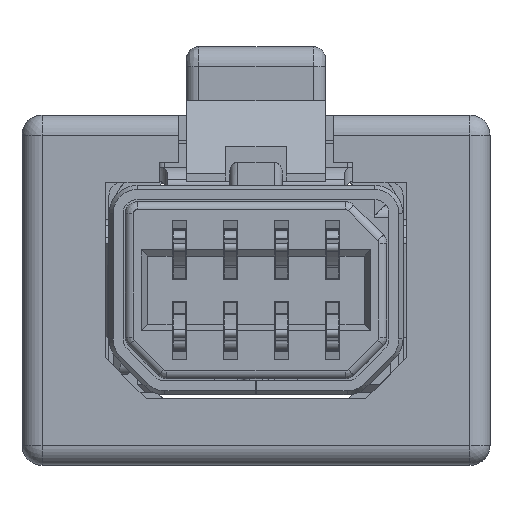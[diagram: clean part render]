
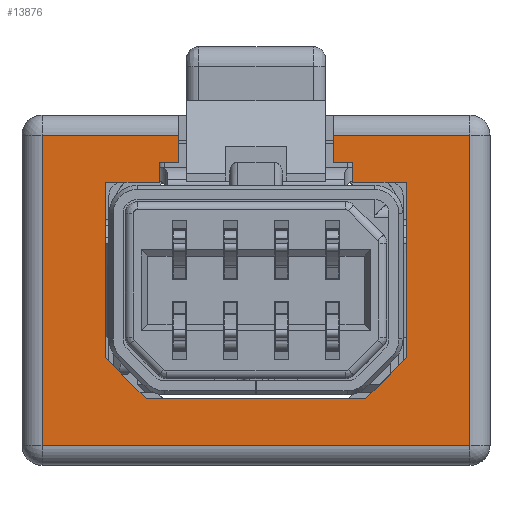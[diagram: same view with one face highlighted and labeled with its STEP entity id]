
A CAD part, front view. The second image highlights one B-rep face of the part: STEP entity #13876.
In plain terms, the highlighted planar face has unit normal (0, -1, 0).
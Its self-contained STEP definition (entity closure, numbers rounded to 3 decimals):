
#5567=CARTESIAN_POINT('',(-1.925,10.44,3.85));
#5568=VERTEX_POINT('',#5567);
#5576=CARTESIAN_POINT('',(-1.925,10.44,3.18));
#5577=VERTEX_POINT('',#5576);
#5578=CARTESIAN_POINT('',(-1.925,10.44,3.85));
#5579=DIRECTION('',(0.,0.,-1.));
#5580=VECTOR('',#5579,0.67);
#5581=LINE('',#5578,#5580);
#5582=EDGE_CURVE('',#5568,#5577,#5581,.T.);
#5632=CARTESIAN_POINT('',(1.925,10.44,3.18));
#5633=VERTEX_POINT('',#5632);
#5640=CARTESIAN_POINT('',(1.925,10.44,3.85));
#5641=VERTEX_POINT('',#5640);
#5642=CARTESIAN_POINT('',(1.925,10.44,3.18));
#5643=DIRECTION('',(0.,0.,1.));
#5644=VECTOR('',#5643,0.67);
#5645=LINE('',#5642,#5644);
#5646=EDGE_CURVE('',#5633,#5641,#5645,.T.);
#5663=CARTESIAN_POINT('',(5.31,10.44,3.85));
#5664=VERTEX_POINT('',#5663);
#5665=CARTESIAN_POINT('',(1.925,10.44,3.85));
#5666=DIRECTION('',(1.,0.,0.));
#5667=VECTOR('',#5666,3.385);
#5668=LINE('',#5665,#5667);
#5669=EDGE_CURVE('',#5641,#5664,#5668,.T.);
#6001=CARTESIAN_POINT('',(-5.31,10.44,3.85));
#6002=VERTEX_POINT('',#6001);
#6010=CARTESIAN_POINT('',(-5.31,10.44,3.85));
#6011=DIRECTION('',(1.,0.,0.));
#6012=VECTOR('',#6011,3.385);
#6013=LINE('',#6010,#6012);
#6014=EDGE_CURVE('',#6002,#5568,#6013,.T.);
#6222=CARTESIAN_POINT('',(2.4,10.44,2.68));
#6223=VERTEX_POINT('',#6222);
#6231=CARTESIAN_POINT('',(3.73,10.44,2.68));
#6232=VERTEX_POINT('',#6231);
#6239=CARTESIAN_POINT('',(3.73,10.44,2.68));
#6240=DIRECTION('',(-1.,0.,0.));
#6241=VECTOR('',#6240,1.33);
#6242=LINE('',#6239,#6241);
#6243=EDGE_CURVE('',#6232,#6223,#6242,.T.);
#6276=CARTESIAN_POINT('',(3.73,10.44,-1.68));
#6277=VERTEX_POINT('',#6276);
#6284=CARTESIAN_POINT('',(3.73,10.44,2.68));
#6285=DIRECTION('',(0.,0.,-1.));
#6286=VECTOR('',#6285,4.36);
#6287=LINE('',#6284,#6286);
#6288=EDGE_CURVE('',#6232,#6277,#6287,.T.);
#6320=CARTESIAN_POINT('',(-3.73,10.44,2.68));
#6321=VERTEX_POINT('',#6320);
#6329=CARTESIAN_POINT('',(-2.4,10.44,2.68));
#6330=VERTEX_POINT('',#6329);
#6337=CARTESIAN_POINT('',(-2.4,10.44,2.68));
#6338=DIRECTION('',(-1.,0.,0.));
#6339=VECTOR('',#6338,1.33);
#6340=LINE('',#6337,#6339);
#6341=EDGE_CURVE('',#6330,#6321,#6340,.T.);
#6351=CARTESIAN_POINT('',(-3.73,10.44,-1.68));
#6352=VERTEX_POINT('',#6351);
#6353=CARTESIAN_POINT('',(-3.73,10.44,2.68));
#6354=DIRECTION('',(0.,0.,-1.));
#6355=VECTOR('',#6354,4.36);
#6356=LINE('',#6353,#6355);
#6357=EDGE_CURVE('',#6321,#6352,#6356,.T.);
#6648=CARTESIAN_POINT('',(-5.31,10.44,-3.85));
#6649=VERTEX_POINT('',#6648);
#6657=CARTESIAN_POINT('',(-5.31,10.44,3.85));
#6658=DIRECTION('',(0.,0.,-1.));
#6659=VECTOR('',#6658,7.7);
#6660=LINE('',#6657,#6659);
#6661=EDGE_CURVE('',#6002,#6649,#6660,.T.);
#6684=CARTESIAN_POINT('',(5.31,10.44,-3.85));
#6685=VERTEX_POINT('',#6684);
#6686=CARTESIAN_POINT('',(5.31,10.44,3.85));
#6687=DIRECTION('',(0.,0.,-1.));
#6688=VECTOR('',#6687,7.7);
#6689=LINE('',#6686,#6688);
#6690=EDGE_CURVE('',#5664,#6685,#6689,.T.);
#7626=CARTESIAN_POINT('',(2.4,10.44,3.18));
#7627=VERTEX_POINT('',#7626);
#7636=CARTESIAN_POINT('',(2.4,10.44,3.18));
#7637=DIRECTION('',(0.,0.,-1.));
#7638=VECTOR('',#7637,0.5);
#7639=LINE('',#7636,#7638);
#7640=EDGE_CURVE('',#7627,#6223,#7639,.T.);
#7651=CARTESIAN_POINT('',(1.925,10.44,3.18));
#7652=DIRECTION('',(1.,0.,0.));
#7653=VECTOR('',#7652,0.475);
#7654=LINE('',#7651,#7653);
#7655=EDGE_CURVE('',#5633,#7627,#7654,.T.);
#7667=CARTESIAN_POINT('',(-2.4,10.44,3.18));
#7668=VERTEX_POINT('',#7667);
#7677=CARTESIAN_POINT('',(-2.4,10.44,3.18));
#7678=DIRECTION('',(1.,0.,0.));
#7679=VECTOR('',#7678,0.475);
#7680=LINE('',#7677,#7679);
#7681=EDGE_CURVE('',#7668,#5577,#7680,.T.);
#7692=CARTESIAN_POINT('',(-2.4,10.44,2.68));
#7693=DIRECTION('',(0.,0.,1.));
#7694=VECTOR('',#7693,0.5);
#7695=LINE('',#7692,#7694);
#7696=EDGE_CURVE('',#6330,#7668,#7695,.T.);
#11845=CARTESIAN_POINT('',(5.31,10.44,-3.85));
#11846=DIRECTION('',(-1.,0.,0.));
#11847=VECTOR('',#11846,10.62);
#11848=LINE('',#11845,#11847);
#11849=EDGE_CURVE('',#6685,#6649,#11848,.T.);
#13832=CARTESIAN_POINT('',(0.,10.44,0.));
#13833=DIRECTION('',(0.,0.,-1.));
#13834=DIRECTION('',(0.,-1.,0.));
#13835=AXIS2_PLACEMENT_3D('',#13832,#13834,#13833);
#13836=PLANE('',#13835);
#13837=CARTESIAN_POINT('',(2.73,10.44,-2.68));
#13838=VERTEX_POINT('',#13837);
#13839=CARTESIAN_POINT('',(2.73,10.44,-2.68));
#13840=DIRECTION('',(0.707,0.,0.707));
#13841=VECTOR('',#13840,1.414);
#13842=LINE('',#13839,#13841);
#13843=EDGE_CURVE('',#13838,#6277,#13842,.T.);
#13844=ORIENTED_EDGE('',*,*,#13843,.F.);
#13845=CARTESIAN_POINT('',(-2.73,10.44,-2.68));
#13846=VERTEX_POINT('',#13845);
#13847=CARTESIAN_POINT('',(-2.73,10.44,-2.68));
#13848=DIRECTION('',(1.,0.,0.));
#13849=VECTOR('',#13848,5.46);
#13850=LINE('',#13847,#13849);
#13851=EDGE_CURVE('',#13846,#13838,#13850,.T.);
#13852=ORIENTED_EDGE('',*,*,#13851,.F.);
#13853=CARTESIAN_POINT('',(-2.73,10.44,-2.68));
#13854=DIRECTION('',(-0.707,0.,0.707));
#13855=VECTOR('',#13854,1.414);
#13856=LINE('',#13853,#13855);
#13857=EDGE_CURVE('',#13846,#6352,#13856,.T.);
#13858=ORIENTED_EDGE('',*,*,#13857,.T.);
#13859=ORIENTED_EDGE('',*,*,#6357,.F.);
#13860=ORIENTED_EDGE('',*,*,#6341,.F.);
#13861=ORIENTED_EDGE('',*,*,#7696,.T.);
#13862=ORIENTED_EDGE('',*,*,#7681,.T.);
#13863=ORIENTED_EDGE('',*,*,#5582,.F.);
#13864=ORIENTED_EDGE('',*,*,#6014,.F.);
#13865=ORIENTED_EDGE('',*,*,#6661,.T.);
#13866=ORIENTED_EDGE('',*,*,#11849,.F.);
#13867=ORIENTED_EDGE('',*,*,#6690,.F.);
#13868=ORIENTED_EDGE('',*,*,#5669,.F.);
#13869=ORIENTED_EDGE('',*,*,#5646,.F.);
#13870=ORIENTED_EDGE('',*,*,#7655,.T.);
#13871=ORIENTED_EDGE('',*,*,#7640,.T.);
#13872=ORIENTED_EDGE('',*,*,#6243,.F.);
#13873=ORIENTED_EDGE('',*,*,#6288,.T.);
#13874=EDGE_LOOP('',(#13844,#13852,#13858,#13859,#13860,#13861,#13862,#13863,#13864,#13865,#13866,#13867,#13868,#13869,#13870,#13871,#13872,#13873));
#13875=FACE_OUTER_BOUND('',#13874,.T.);
#13876=ADVANCED_FACE('',(#13875),#13836,.T.);
